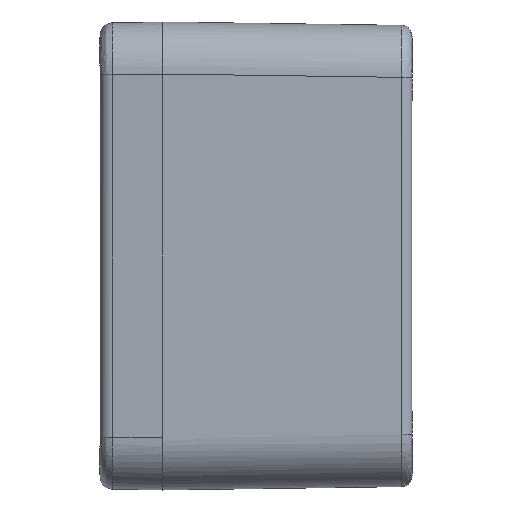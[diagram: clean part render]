
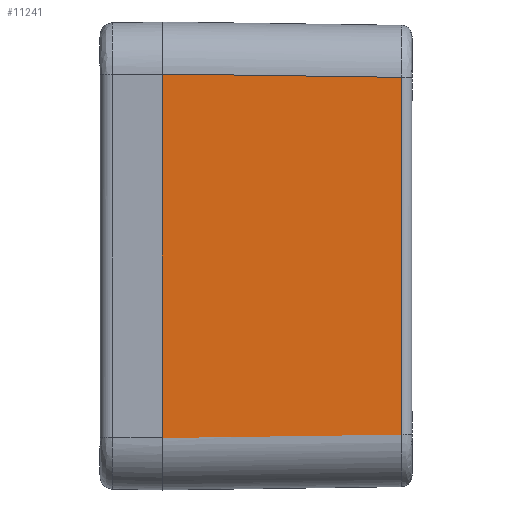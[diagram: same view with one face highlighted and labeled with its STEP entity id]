
A CAD part, left-side view. The second image highlights one B-rep face of the part: STEP entity #11241.
In plain terms, the highlighted planar face has unit normal (-1, -0.014, 0).
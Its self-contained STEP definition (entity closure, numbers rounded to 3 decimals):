
#116 = ORIENTED_EDGE ( 'NONE', *, *, #11568, .F. ) ;
#354 = CARTESIAN_POINT ( 'NONE',  ( -25., 24., 17.5 ) ) ;
#492 = LINE ( 'NONE', #5777, #3361 ) ;
#516 = LINE ( 'NONE', #9104, #1184 ) ;
#589 = DIRECTION ( 'NONE',  ( 0.014, -1., 0.014 ) ) ;
#594 = VERTEX_POINT ( 'NONE', #5935 ) ;
#1184 = VECTOR ( 'NONE', #589, 1000. ) ;
#1438 = PLANE ( 'NONE',  #5599 ) ;
#2446 = VECTOR ( 'NONE', #11283, 1000. ) ;
#2710 = LINE ( 'NONE', #10420, #2446 ) ;
#2833 = CARTESIAN_POINT ( 'NONE',  ( -24.679, 0.986, 17.179 ) ) ;
#3361 = VECTOR ( 'NONE', #12625, 1000. ) ;
#3503 = CARTESIAN_POINT ( 'NONE',  ( -24.679, 0.986, 17.179 ) ) ;
#3683 = ORIENTED_EDGE ( 'NONE', *, *, #12091, .F. ) ;
#4565 = EDGE_CURVE ( 'NONE', #594, #13336, #516, .T. ) ;
#5591 = EDGE_LOOP ( 'NONE', ( #116, #11848, #6840, #3683 ) ) ;
#5599 = AXIS2_PLACEMENT_3D ( 'NONE', #10293, #13420, #8222 ) ;
#5777 = CARTESIAN_POINT ( 'NONE',  ( -25., 24., -17.5 ) ) ;
#5935 = CARTESIAN_POINT ( 'NONE',  ( -25., 24., -17.5 ) ) ;
#6174 = LINE ( 'NONE', #2833, #7458 ) ;
#6840 = ORIENTED_EDGE ( 'NONE', *, *, #4565, .T. ) ;
#7458 = VECTOR ( 'NONE', #8332, 1000. ) ;
#8222 = DIRECTION ( 'NONE',  ( -0.014, 1., 0. ) ) ;
#8332 = DIRECTION ( 'NONE',  ( 0., 0., -1. ) ) ;
#9104 = CARTESIAN_POINT ( 'NONE',  ( -25., 24., -17.5 ) ) ;
#9822 = CARTESIAN_POINT ( 'NONE',  ( -24.679, 0.986, -17.179 ) ) ;
#10293 = CARTESIAN_POINT ( 'NONE',  ( -25., 24., -24.388 ) ) ;
#10382 = EDGE_CURVE ( 'NONE', #594, #12766, #492, .T. ) ;
#10420 = CARTESIAN_POINT ( 'NONE',  ( -25., 24., 17.5 ) ) ;
#11228 = FACE_OUTER_BOUND ( 'NONE', #5591, .T. ) ;
#11241 = ADVANCED_FACE ( 'NONE', ( #11228 ), #1438, .T. ) ;
#11283 = DIRECTION ( 'NONE',  ( 0.014, -1., -0.014 ) ) ;
#11568 = EDGE_CURVE ( 'NONE', #12766, #13942, #2710, .T. ) ;
#11848 = ORIENTED_EDGE ( 'NONE', *, *, #10382, .F. ) ;
#12091 = EDGE_CURVE ( 'NONE', #13942, #13336, #6174, .T. ) ;
#12625 = DIRECTION ( 'NONE',  ( 0., 0., 1. ) ) ;
#12766 = VERTEX_POINT ( 'NONE', #354 ) ;
#13336 = VERTEX_POINT ( 'NONE', #9822 ) ;
#13420 = DIRECTION ( 'NONE',  ( -1., -0.014, 0. ) ) ;
#13942 = VERTEX_POINT ( 'NONE', #3503 ) ;
